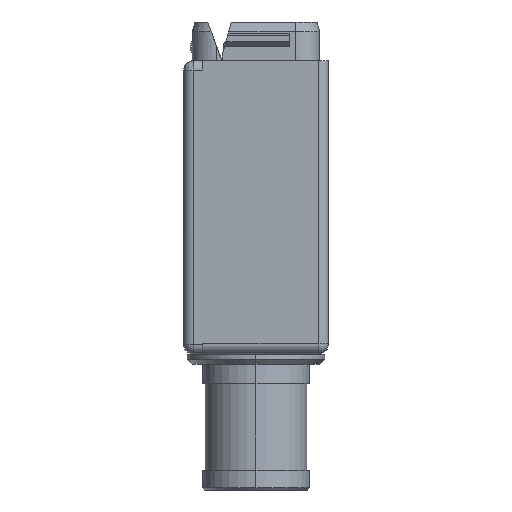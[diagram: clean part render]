
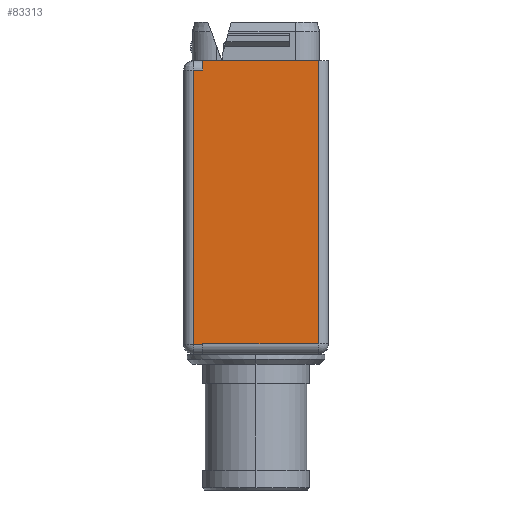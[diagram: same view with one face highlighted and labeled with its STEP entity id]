
A CAD part, left-side view. The second image highlights one B-rep face of the part: STEP entity #83313.
In plain terms, the highlighted planar face has unit normal (-1, 0, 0).
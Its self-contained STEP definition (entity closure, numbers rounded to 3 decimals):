
#9=DIRECTION('',(0.,1.,0.));
#10=VECTOR('',#9,11.93);
#11=CARTESIAN_POINT('',(-37.5,-6.43,0.));
#12=LINE('',#11,#10);
#822=DIRECTION('',(0.,0.,-1.));
#823=VECTOR('',#822,0.02);
#824=CARTESIAN_POINT('',(-37.5,5.5,-29.25));
#825=LINE('',#824,#823);
#24742=DIRECTION('',(0.,0.,-1.));
#24743=VECTOR('',#24742,0.96);
#24744=CARTESIAN_POINT('',(-37.5,5.5,0.));
#24745=LINE('',#24744,#24743);
#24751=DIRECTION('',(0.,1.,0.));
#24752=VECTOR('',#24751,0.93);
#24753=CARTESIAN_POINT('',(-37.5,5.5,-0.96));
#24754=LINE('',#24753,#24752);
#24760=DIRECTION('',(0.,1.,0.));
#24761=VECTOR('',#24760,11.93);
#24762=CARTESIAN_POINT('',(-37.5,-6.43,-29.25));
#24763=LINE('',#24762,#24761);
#24773=DIRECTION('',(0.,0.,1.));
#24774=VECTOR('',#24773,29.25);
#24775=CARTESIAN_POINT('',(-37.5,-6.43,-29.25));
#24776=LINE('',#24775,#24774);
#26618=DIRECTION('',(0.,1.,0.));
#26619=VECTOR('',#26618,0.93);
#26620=CARTESIAN_POINT('',(-37.5,5.5,-29.27));
#26621=LINE('',#26620,#26619);
#26645=DIRECTION('',(0.,0.,1.));
#26646=VECTOR('',#26645,28.31);
#26647=CARTESIAN_POINT('',(-37.5,6.43,-29.27));
#26648=LINE('',#26647,#26646);
#44142=CARTESIAN_POINT('',(-37.5,5.5,0.));
#44143=VERTEX_POINT('',#44142);
#44214=CARTESIAN_POINT('',(-37.5,-6.43,-29.25));
#44215=CARTESIAN_POINT('',(-37.5,-6.43,0.));
#44216=VERTEX_POINT('',#44214);
#44217=VERTEX_POINT('',#44215);
#45722=CARTESIAN_POINT('',(-37.5,5.5,-29.27));
#45723=CARTESIAN_POINT('',(-37.5,6.43,-29.27));
#45724=VERTEX_POINT('',#45722);
#45725=VERTEX_POINT('',#45723);
#45774=CARTESIAN_POINT('',(-37.5,6.43,-0.96));
#45776=VERTEX_POINT('',#45774);
#46483=CARTESIAN_POINT('',(-37.5,5.5,-0.96));
#46484=VERTEX_POINT('',#46483);
#46577=CARTESIAN_POINT('',(-37.5,5.5,-29.25));
#46578=VERTEX_POINT('',#46577);
#83293=CARTESIAN_POINT('',(-37.5,-7.48,0.));
#83294=DIRECTION('',(-1.,0.,0.));
#83295=DIRECTION('',(0.,1.,0.));
#83296=AXIS2_PLACEMENT_3D('',#83293,#83294,#83295);
#83297=PLANE('',#83296);
#83299=ORIENTED_EDGE('',*,*,#83298,.T.);
#83300=ORIENTED_EDGE('',*,*,#53830,.T.);
#83302=ORIENTED_EDGE('',*,*,#83301,.T.);
#83304=ORIENTED_EDGE('',*,*,#83303,.T.);
#83306=ORIENTED_EDGE('',*,*,#83305,.F.);
#83307=ORIENTED_EDGE('',*,*,#83286,.F.);
#83308=ORIENTED_EDGE('',*,*,#53004,.F.);
#83310=ORIENTED_EDGE('',*,*,#83309,.F.);
#83311=EDGE_LOOP('',(#83299,#83300,#83302,#83304,#83306,#83307,#83308,#83310));
#83312=FACE_OUTER_BOUND('',#83311,.F.);
#83313=ADVANCED_FACE('',(#83312),#83297,.T.);
#53004=EDGE_CURVE('',#44217,#44143,#12,.T.);
#53830=EDGE_CURVE('',#46578,#45724,#825,.T.);
#83286=EDGE_CURVE('',#44143,#46484,#24745,.T.);
#83298=EDGE_CURVE('',#44216,#46578,#24763,.T.);
#83301=EDGE_CURVE('',#45724,#45725,#26621,.T.);
#83303=EDGE_CURVE('',#45725,#45776,#26648,.T.);
#83305=EDGE_CURVE('',#46484,#45776,#24754,.T.);
#83309=EDGE_CURVE('',#44216,#44217,#24776,.T.);
